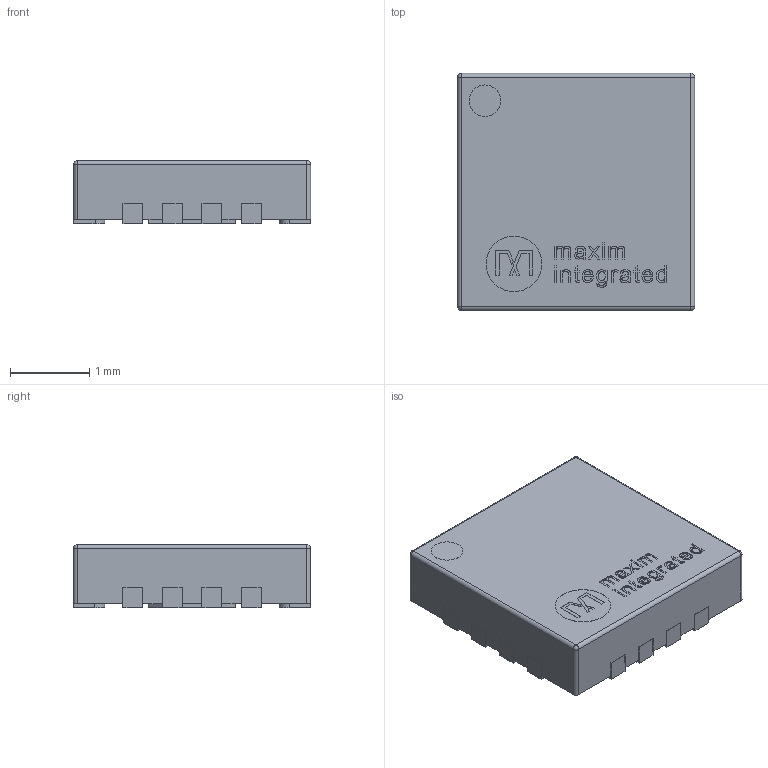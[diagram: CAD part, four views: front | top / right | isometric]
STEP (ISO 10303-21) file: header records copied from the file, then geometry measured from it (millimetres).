
FILE_DESCRIPTION(/* description */ (''),/* implementation_level */ '2;1');
FILE_NAME(/* name */ 'QFN16.stp',/* time_stamp */ '2020-06-09T12:42:17+02:00',/* author */ ('Lord_voldmort'),/* organization */ (''),/* preprocessor_version */ 'ST-DEVELOPER v17.2',/* originating_system */ 'Autodesk Inventor 2019',/* authorisation */ '');
FILE_SCHEMA (('AUTOMOTIVE_DESIGN { 1 0 10303 214 3 1 1 }'));
Length unit declared in the file: millimetre
Products named in the file (5): MAX17047G+T10; 1; 2; circle; logo002
Assembly tree (4 placements, depth 2):
  MAX17047G+T10
    1
    2
    circle
    logo002
Bounding box: 3 x 3.01 x 0.8 mm (x, y, z)
Volume: 7.1 mm3; surface area: 41.4 mm2
Topology: 37 solids, 37 shells, 568 faces, 1470 edges, 976 vertices
Faces by surface type: plane 312, bspline 210, cylinder 42, sphere 4
Full cylindrical faces by diameter (mm): 0.4 x1, 0.705 x1
Entity records: 17658 total; most frequent: CARTESIAN_POINT 4913, ORIENTED_EDGE 2940, DIRECTION 1868, EDGE_CURVE 1470, VERTEX_POINT 976, LINE 966, VECTOR 966, EDGE_LOOP 584
